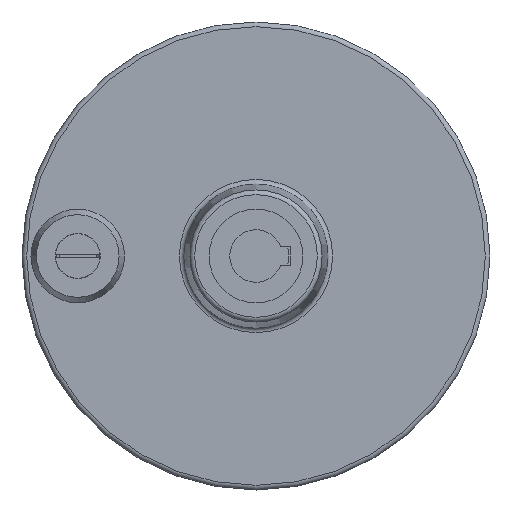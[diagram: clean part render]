
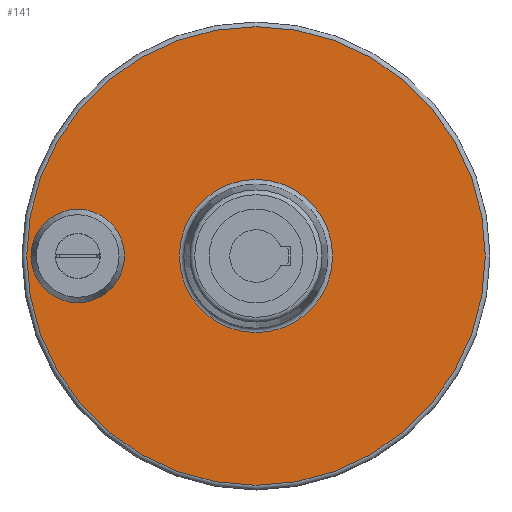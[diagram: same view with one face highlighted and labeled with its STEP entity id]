
A CAD part, front view. The second image highlights one B-rep face of the part: STEP entity #141.
In plain terms, the highlighted planar face has unit normal (0, -1, 0).
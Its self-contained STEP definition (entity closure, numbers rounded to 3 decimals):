
#141 = ADVANCED_FACE( '', ( #316, #317, #318 ), #319, .F. );
#316 = FACE_OUTER_BOUND( '', #524, .T. );
#317 = FACE_BOUND( '', #525, .T. );
#318 = FACE_BOUND( '', #526, .T. );
#319 = PLANE( '', #527 );
#524 = EDGE_LOOP( '', ( #854 ) );
#525 = EDGE_LOOP( '', ( #855 ) );
#526 = EDGE_LOOP( '', ( #856 ) );
#527 = AXIS2_PLACEMENT_3D( '', #857, #858, #859 );
#854 = ORIENTED_EDGE( '', *, *, #1164, .F. );
#855 = ORIENTED_EDGE( '', *, *, #1150, .F. );
#856 = ORIENTED_EDGE( '', *, *, #1165, .T. );
#857 = CARTESIAN_POINT( '', ( 27.091, -3., 0. ) );
#858 = DIRECTION( '', ( 0., 1., 0. ) );
#859 = DIRECTION( '', ( 0., 0., 1. ) );
#1150 = EDGE_CURVE( '', #1369, #1369, #1370, .F. );
#1164 = EDGE_CURVE( '', #1387, #1387, #1388, .T. );
#1165 = EDGE_CURVE( '', #1389, #1389, #1390, .T. );
#1369 = VERTEX_POINT( '', #1821 );
#1370 = CIRCLE( '', #1822, 12.456 );
#1387 = VERTEX_POINT( '', #1842 );
#1388 = CIRCLE( '', #1843, 61.104 );
#1389 = VERTEX_POINT( '', #1844 );
#1390 = CIRCLE( '', #1845, 20.409 );
#1821 = CARTESIAN_POINT( '', ( 0., -3., 12.456 ) );
#1822 = AXIS2_PLACEMENT_3D( '', #2038, #2039, #2040 );
#1842 = CARTESIAN_POINT( '', ( 47.5, -3., 61.104 ) );
#1843 = AXIS2_PLACEMENT_3D( '', #2056, #2057, #2058 );
#1844 = CARTESIAN_POINT( '', ( 47.5, -3., 20.409 ) );
#1845 = AXIS2_PLACEMENT_3D( '', #2059, #2060, #2061 );
#2038 = CARTESIAN_POINT( '', ( 0., -3., 0. ) );
#2039 = DIRECTION( '', ( 0., 1., 0. ) );
#2040 = DIRECTION( '', ( 0., 0., 1. ) );
#2056 = CARTESIAN_POINT( '', ( 47.5, -3., 0. ) );
#2057 = DIRECTION( '', ( 0., 1., 0. ) );
#2058 = DIRECTION( '', ( 0., 0., 1. ) );
#2059 = CARTESIAN_POINT( '', ( 47.5, -3., 0. ) );
#2060 = DIRECTION( '', ( 0., 1., 0. ) );
#2061 = DIRECTION( '', ( 0., 0., 1. ) );
